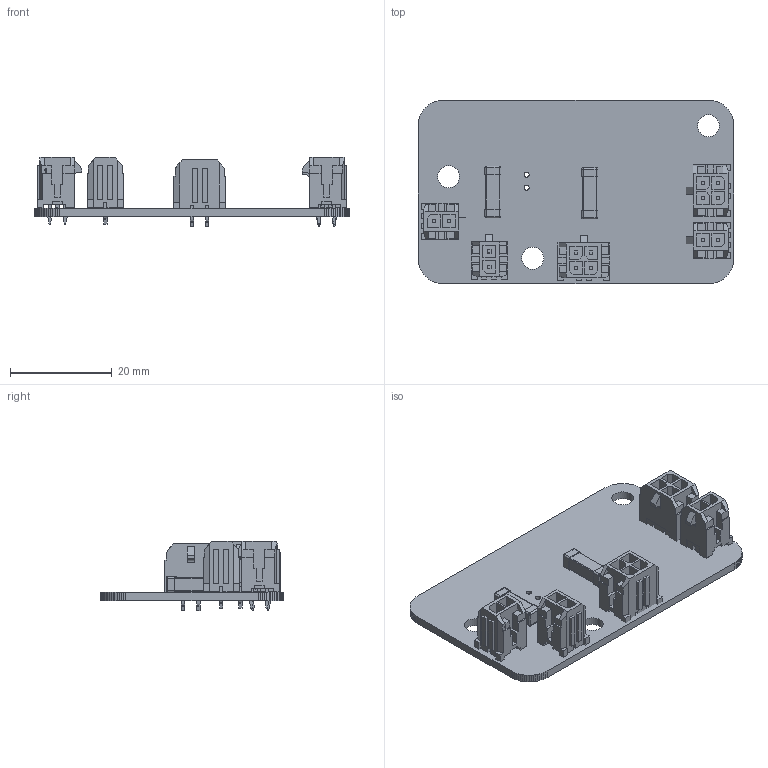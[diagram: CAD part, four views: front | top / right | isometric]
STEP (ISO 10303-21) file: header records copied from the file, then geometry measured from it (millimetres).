
FILE_DESCRIPTION(('KiCad electronic assembly'),'2;1');
FILE_NAME('precharge.step','2024-03-21T16:57:16',('Pcbnew'),('Kicad'), 'Open CASCADE STEP processor 7.6','KiCad to STEP converter','Unknown' );
FILE_SCHEMA(('AUTOMOTIVE_DESIGN { 1 0 10303 214 1 1 1 1 }'));
Length unit declared in the file: millimetre
Products named in the file (8): precharge 1; Molex-MicroFit-430450412; 430450412; Littelfuse-04611-25ER; 0463020.ER; Molex-MicroFit-430450212; 430450212; precharge PCB
Assembly tree (11 placements, depth 3):
  precharge 1
    Molex-MicroFit-430450412  x2
      430450412
    Littelfuse-04611-25ER  x2
      0463020.ER
    Molex-MicroFit-430450212  x3
      430450212
    precharge PCB
Bounding box: 62 x 36 x 13.59 mm (x, y, z)
Volume: 5502.1 mm3; surface area: 8611.9 mm2
Topology: 12 solids, 12 shells, 1163 faces, 3224 edges, 2190 vertices
Faces by surface type: plane 1005, cylinder 122, cone 20, sphere 16
Full cylindrical faces by diameter (mm): 1 x26, 4.3 x3
Entity records: 37871 total; most frequent: CARTESIAN_POINT 7086, DIRECTION 5734, LINE 4226, VECTOR 4226, ORIENTED_EDGE 3004, PCURVE 3004, DEFINITIONAL_REPRESENTATION 3004, EDGE_CURVE 1502
